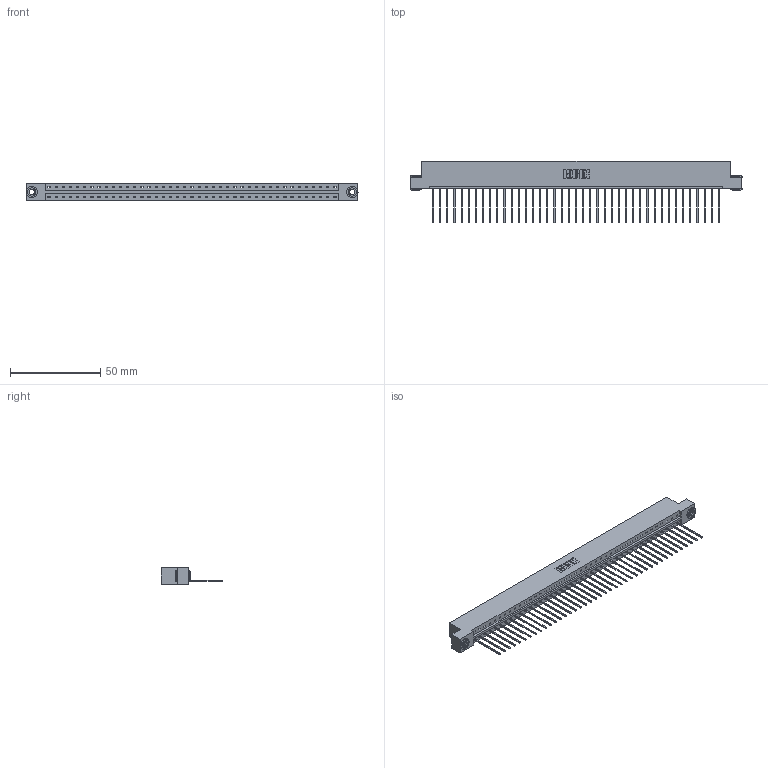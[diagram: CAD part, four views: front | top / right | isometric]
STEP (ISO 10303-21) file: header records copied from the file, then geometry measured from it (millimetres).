
FILE_DESCRIPTION (( 'STEP AP203' ), '1' );
FILE_NAME ('833-041-541-103.STEP', '2020-06-03T19:14:44', ( '' ), ( '' ), 'SwSTEP 2.0', 'SolidWorks 2020', '' );
FILE_SCHEMA (( 'CONFIG_CONTROL_DESIGN' ));
Length unit declared in the file: inch
Products named in the file (4): 345-292-001_345-293-141; 345-250-002_345-250-002-102; 833 Part_Flush - .156 Dia - TH; 833-041-541-103
Assembly tree (44 placements, depth 2):
  833-041-541-103
    833 Part_Flush - .156 Dia - TH
    345-292-001_345-293-141  x41
    345-250-002_345-250-002-102  x2
Bounding box: 184 x 34.3 x 9.4 mm (x, y, z)
Volume: 18661.4 mm3; surface area: 21243.1 mm2
Topology: 44 solids, 44 shells, 2530 faces, 7603 edges, 5010 vertices
Faces by surface type: plane 1802, cylinder 720, cone 8
Entity records: 25862 total; most frequent: CARTESIAN_POINT 4440, ORIENTED_EDGE 4410, DIRECTION 3781, EDGE_CURVE 2205, VECTOR 2053, LINE 2053, VERTEX_POINT 1466, AXIS2_PLACEMENT_3D 864
